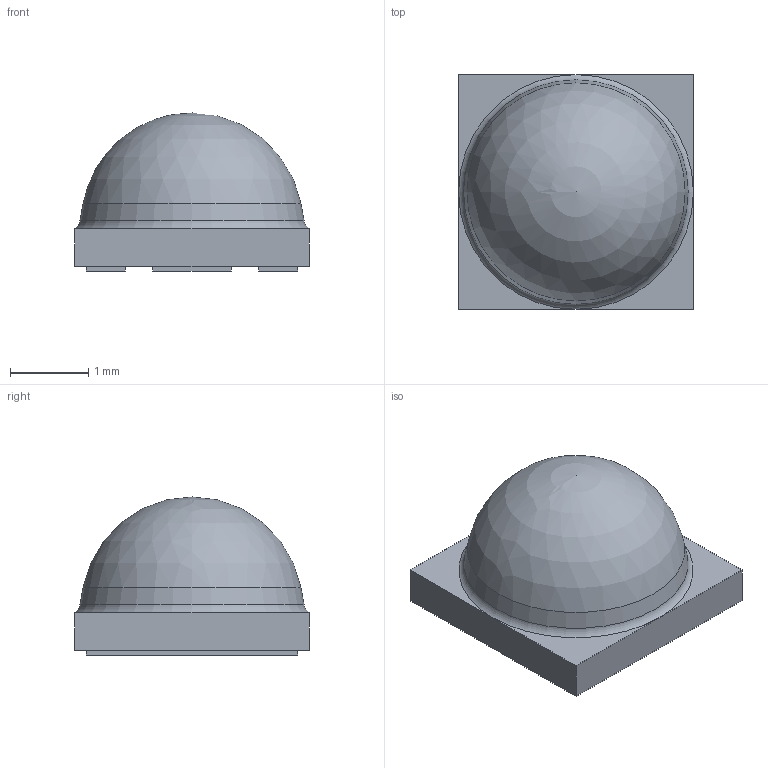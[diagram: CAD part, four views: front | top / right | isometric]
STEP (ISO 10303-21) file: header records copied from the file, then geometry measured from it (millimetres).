
FILE_DESCRIPTION(/* description */ (''),/* implementation_level */ '2;1');
FILE_NAME(/* name */ 'OSRAM_LV-CRBP.01 v1.step',/* time_stamp */ '2024-04-19T21:10:11+02:00',/* author */ (''),/* organization */ (''),/* preprocessor_version */ 'ST-DEVELOPER v20',/* originating_system */ 'Autodesk Translation Framework v12.20.1.177',/* authorisation */ '');
FILE_SCHEMA (('AUTOMOTIVE_DESIGN { 1 0 10303 214 3 1 1 }'));
Length unit declared in the file: millimetre
Products named in the file (1): OSRAM_LV-CRBP.01
Bounding box: 3 x 3 x 2.02 mm (x, y, z)
Volume: 11 mm3; surface area: 31.4 mm2
Topology: 1 solids, 1 shells, 29 faces, 70 edges, 45 vertices
Faces by surface type: plane 25, cylinder 1, cone 1, torus 1, sphere 1
Entity records: 897 total; most frequent: CARTESIAN_POINT 144, DIRECTION 141, ORIENTED_EDGE 138, EDGE_CURVE 69, LINE 57, VECTOR 57, VERTEX_POINT 45, AXIS2_PLACEMENT_3D 42
